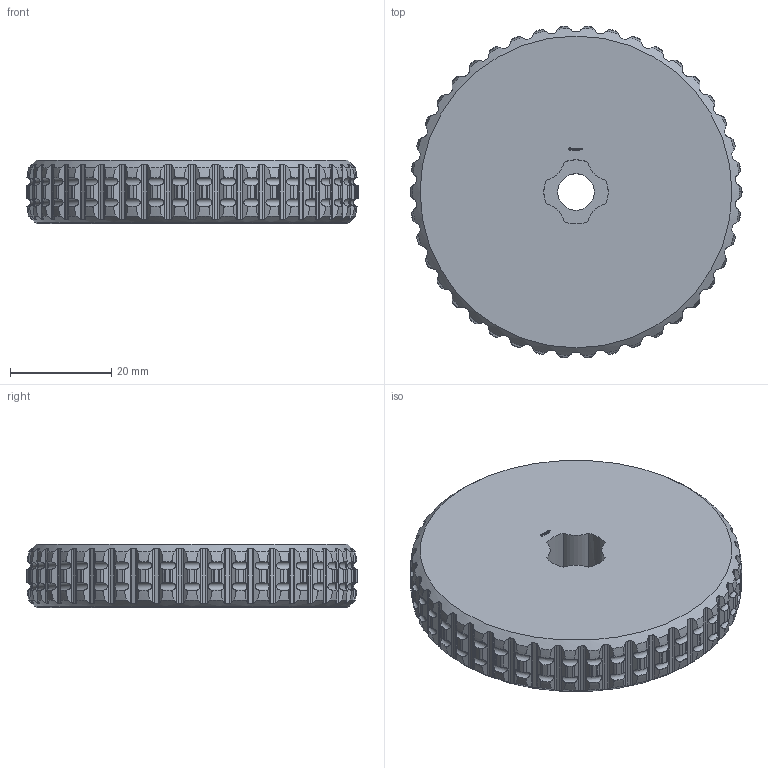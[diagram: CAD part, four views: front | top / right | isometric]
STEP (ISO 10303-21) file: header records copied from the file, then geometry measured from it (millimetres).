
FILE_DESCRIPTION(('FreeCAD Model'),'2;1');
FILE_NAME('Open CASCADE Shape Model','2023-12-20T19:04:57',(''),(''), 'Open CASCADE STEP processor 7.6','FreeCAD','Unknown');
FILE_SCHEMA(('AUTOMOTIVE_DESIGN { 1 0 10303 214 1 1 1 1 }'));
Products named in the file (1): Wheel GND TTRD PLN BU05.25x01.00 - SPN-WHL-0014 (stemfie.org)
Bounding box: 65.62 x 65.51 x 12.5 mm (x, y, z)
Volume: 38869.8 mm3; surface area: 9921.1 mm2
Topology: 1 solids, 1 shells, 1401 faces, 4047 edges, 2692 vertices
Faces by surface type: cylinder 476, plane 463, cone 192, extrusion 98, revolution 86, torus 86
Full cylindrical faces by diameter (mm): 2 x4, 7.2 x1
Entity records: 145405 total; most frequent: CARTESIAN_POINT 63642, DIRECTION 10450, ORIENTED_EDGE 8094, PCURVE 8094, DEFINITIONAL_REPRESENTATION 8094, VECTOR 6013, LINE 5915, B_SPLINE_CURVE_WITH_KNOTS 5296
